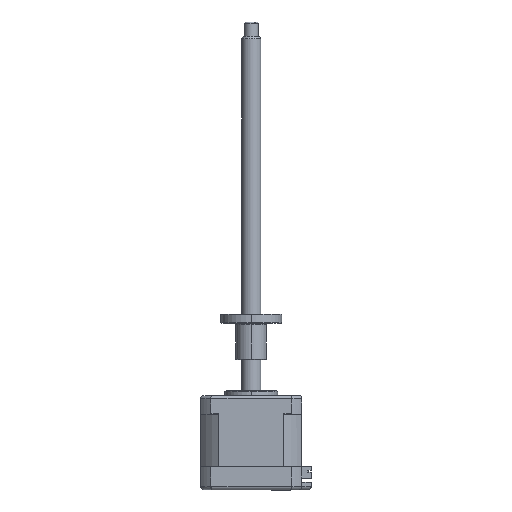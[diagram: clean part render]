
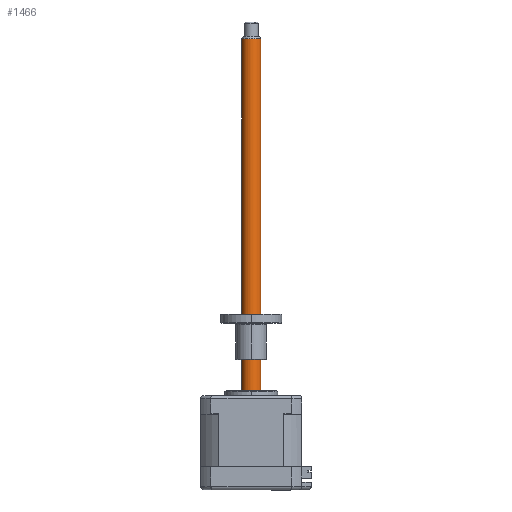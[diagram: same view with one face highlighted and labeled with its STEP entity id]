
A CAD part, top view. The second image highlights one B-rep face of the part: STEP entity #1466.
In plain terms, the highlighted cylindrical face has radius 4 mm (diameter 8 mm), a partial arc.
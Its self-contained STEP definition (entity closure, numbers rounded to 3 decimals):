
#463 = CARTESIAN_POINT ( 'NONE',  ( -21.581, 148.842, 33.35 ) ) ;
#511 = LINE ( 'NONE', #3143, #4754 ) ;
#770 = DIRECTION ( 'NONE',  ( 0., -1., 0. ) ) ;
#1176 = CARTESIAN_POINT ( 'NONE',  ( -21.581, -0.158, 33.35 ) ) ;
#1338 = DIRECTION ( 'NONE',  ( 0., -1., 0. ) ) ;
#1393 = CARTESIAN_POINT ( 'NONE',  ( -13.581, 148.842, 33.35 ) ) ;
#1466 = ADVANCED_FACE ( 'NONE', ( #2802 ), #6817, .T. ) ;
#1776 = VERTEX_POINT ( 'NONE', #1176 ) ;
#1935 = VERTEX_POINT ( 'NONE', #2791 ) ;
#2172 = VERTEX_POINT ( 'NONE', #1393 ) ;
#2307 = DIRECTION ( 'NONE',  ( 0., -1., 0. ) ) ;
#2438 = CARTESIAN_POINT ( 'NONE',  ( -17.581, 149.842, 33.35 ) ) ;
#2616 = VERTEX_POINT ( 'NONE', #463 ) ;
#2791 = CARTESIAN_POINT ( 'NONE',  ( -13.581, -0.158, 33.35 ) ) ;
#2802 = FACE_OUTER_BOUND ( 'NONE', #11111, .T. ) ;
#2944 = EDGE_CURVE ( 'NONE', #2616, #1776, #7585, .T. ) ;
#2977 = EDGE_CURVE ( 'NONE', #2172, #1935, #511, .T. ) ;
#3019 = EDGE_CURVE ( 'NONE', #1935, #1776, #6751, .T. ) ;
#3143 = CARTESIAN_POINT ( 'NONE',  ( -13.581, 149.842, 33.35 ) ) ;
#3161 = ORIENTED_EDGE ( 'NONE', *, *, #3446, .T. ) ;
#3446 = EDGE_CURVE ( 'NONE', #2172, #2616, #6739, .T. ) ;
#3970 = DIRECTION ( 'NONE',  ( 0., -1., 0. ) ) ;
#4282 = DIRECTION ( 'NONE',  ( 0., -1., 0. ) ) ;
#4754 = VECTOR ( 'NONE', #2307, 1000. ) ;
#5606 = AXIS2_PLACEMENT_3D ( 'NONE', #9529, #4282, #10429 ) ;
#5814 = AXIS2_PLACEMENT_3D ( 'NONE', #6463, #1338, #7327 ) ;
#5910 = ORIENTED_EDGE ( 'NONE', *, *, #2944, .T. ) ;
#6463 = CARTESIAN_POINT ( 'NONE',  ( -17.581, 148.842, 33.35 ) ) ;
#6598 = AXIS2_PLACEMENT_3D ( 'NONE', #2438, #770, #8455 ) ;
#6739 = CIRCLE ( 'NONE', #5814, 4. ) ;
#6751 = CIRCLE ( 'NONE', #5606, 4. ) ;
#6817 = CYLINDRICAL_SURFACE ( 'NONE', #6598, 4. ) ;
#7327 = DIRECTION ( 'NONE',  ( 1., 0., 0. ) ) ;
#7585 = LINE ( 'NONE', #8276, #7852 ) ;
#7852 = VECTOR ( 'NONE', #3970, 1000. ) ;
#8276 = CARTESIAN_POINT ( 'NONE',  ( -21.581, 149.842, 33.35 ) ) ;
#8340 = ORIENTED_EDGE ( 'NONE', *, *, #2977, .F. ) ;
#8455 = DIRECTION ( 'NONE',  ( -1., 0., 0. ) ) ;
#9529 = CARTESIAN_POINT ( 'NONE',  ( -17.581, -0.158, 33.35 ) ) ;
#10429 = DIRECTION ( 'NONE',  ( -1., 0., 0. ) ) ;
#10715 = ORIENTED_EDGE ( 'NONE', *, *, #3019, .F. ) ;
#11111 = EDGE_LOOP ( 'NONE', ( #8340, #3161, #5910, #10715 ) ) ;
